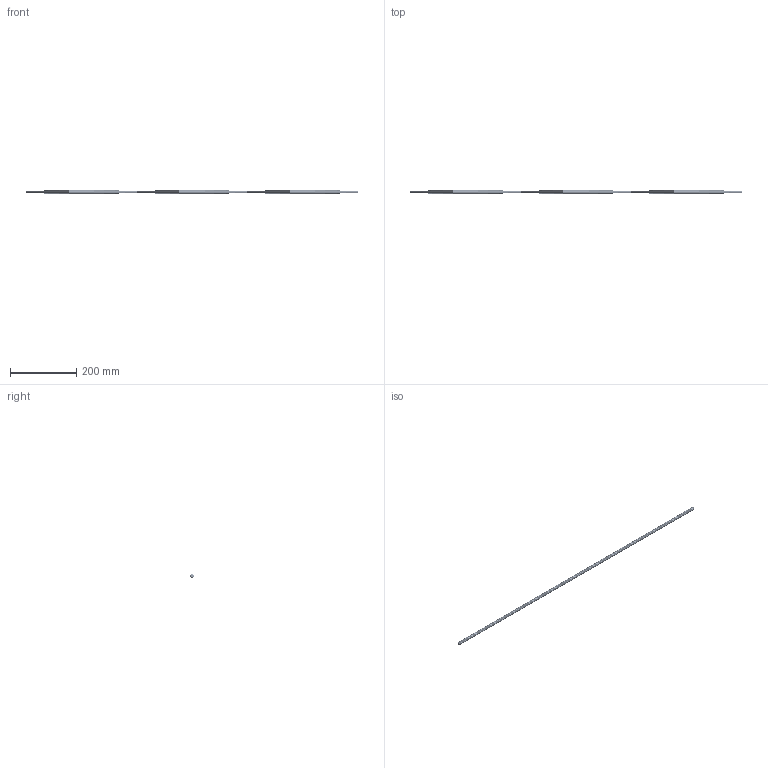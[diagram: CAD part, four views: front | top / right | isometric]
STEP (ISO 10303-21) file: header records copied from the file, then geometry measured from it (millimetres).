
FILE_DESCRIPTION (( 'STEP AP203' ), '1' );
FILE_NAME ('CLV10-TM-10-1 Øïèëüêà Ì10õ1000.STEP', '2016-02-10T12:22:59', ( '' ), ( '' ), 'SwSTEP 2.0', 'SolidWorks 2014', '' );
FILE_SCHEMA (( 'CONFIG_CONTROL_DESIGN' ));
Length unit declared in the file: millimetre
Products named in the file (1): CLV10-TM-10-1 Øïèëüêà Ì10õ1000
Bounding box: 1000 x 10 x 10 mm (x, y, z)
Volume: 69025.4 mm3; surface area: 46070.4 mm2
Topology: 1 solids, 1 shells, 2002 faces, 4003 edges, 2003 vertices
Faces by surface type: cone 1334, cylinder 666, plane 2
Full cylindrical faces by diameter (mm): 10 x666
Entity records: 40111 total; most frequent: DIRECTION 8008, CARTESIAN_POINT 6005, AXIS2_PLACEMENT_3D 4004, ORIENTED_EDGE 4002, EDGE_LOOP 4002, FACE_OUTER_BOUND 2668, ADVANCED_FACE 2002, VERTEX_POINT 2001
